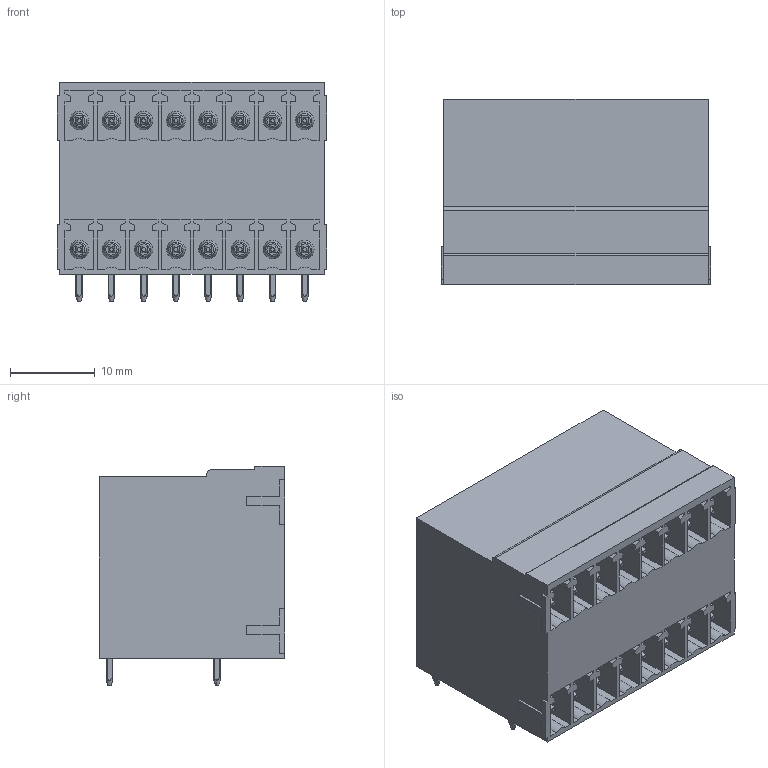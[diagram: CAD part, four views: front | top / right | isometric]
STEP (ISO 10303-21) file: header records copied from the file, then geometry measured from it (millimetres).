
FILE_DESCRIPTION(('CATIA V5 STEP Exchange','CAx-IF Rec.Pracs.--- Model Styling and Organization---1.2---2011-12-15'),'2;1');
FILE_NAME ('D1460823_0_1973790000_1973790000.stp','2018-10-05T05:14:31+00:00',('none'),('Weidmueller'),'CATIA Version 5-6 Release 2014','CATIA V5 STEP AP214','none');
FILE_SCHEMA(('AUTOMOTIVE_DESIGN { 1 0 10303 214 1 1 1 1 }'));
Length unit declared in the file: millimetre
Products named in the file (1): 1973790000
Bounding box: 31.87 x 21.9 x 25.9 mm (x, y, z)
Volume: 13136.8 mm3; surface area: 8248.6 mm2
Topology: 17 solids, 17 shells, 1068 faces, 2926 edges, 1924 vertices
Faces by surface type: plane 698, cylinder 242, cone 96, torus 32
Entity records: 32540 total; most frequent: CARTESIAN_POINT 8856, ORIENTED_EDGE 5852, DIRECTION 3320, EDGE_CURVE 2926, VECTOR 2058, LINE 2058, VERTEX_POINT 1924, EDGE_LOOP 1132
